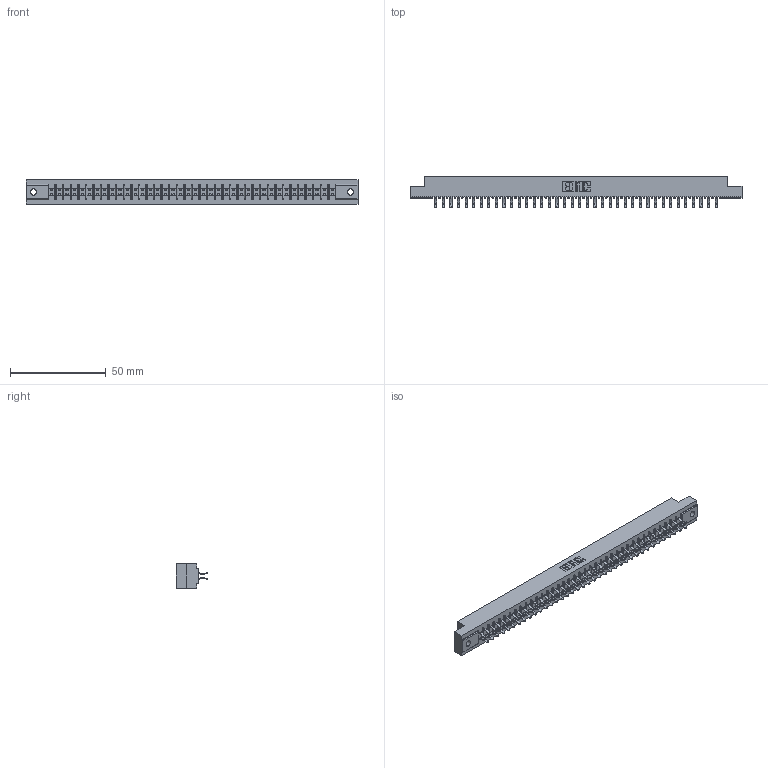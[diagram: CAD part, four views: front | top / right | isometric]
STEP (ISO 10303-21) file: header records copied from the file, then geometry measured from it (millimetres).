
FILE_DESCRIPTION (( 'STEP AP203' ), '1' );
FILE_NAME ('305-076-556-202.STEP', '2019-09-10T08:21:39', ( '' ), ( '' ), 'SwSTEP 2.0', 'SolidWorks 2016', '' );
FILE_SCHEMA (( 'CONFIG_CONTROL_DESIGN' ));
Length unit declared in the file: inch
Products named in the file (3): 305-290-001_556; 305-076-556-202; 305 Part_.128 Dia
Assembly tree (77 placements, depth 2):
  305-076-556-202
    305 Part_.128 Dia
    305-290-001_556  x76
Bounding box: 173.58 x 16.64 x 12.7 mm (x, y, z)
Volume: 18030.8 mm3; surface area: 22613.1 mm2
Topology: 77 solids, 77 shells, 4372 faces, 12590 edges, 8188 vertices
Faces by surface type: plane 2424, cylinder 1796, sphere 152
Entity records: 41855 total; most frequent: CARTESIAN_POINT 6928, ORIENTED_EDGE 6876, DIRECTION 6708, EDGE_CURVE 3438, LINE 2772, VECTOR 2772, VERTEX_POINT 2188, AXIS2_PLACEMENT_3D 1968
